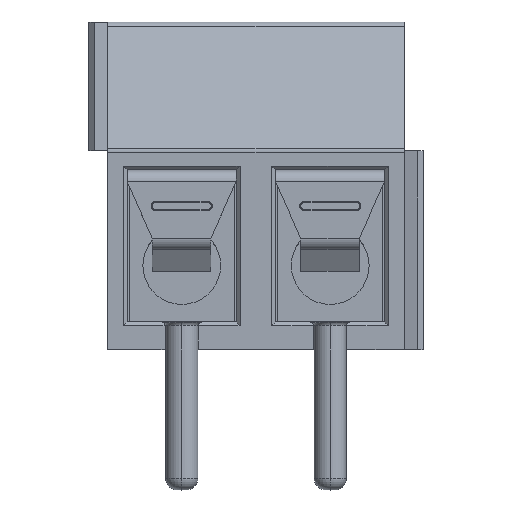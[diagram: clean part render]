
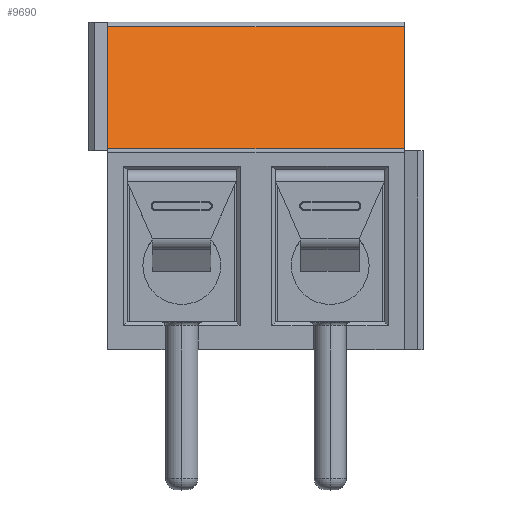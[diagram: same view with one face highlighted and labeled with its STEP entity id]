
A CAD part, top view. The second image highlights one B-rep face of the part: STEP entity #9690.
In plain terms, the highlighted planar face has unit normal (0, 0.407, 0.913).
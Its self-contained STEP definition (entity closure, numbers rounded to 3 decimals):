
#131 = CARTESIAN_POINT ( 'NONE',  ( 0., 4.081, 2.084 ) ) ;
#1505 = VECTOR ( 'NONE', #35188, 1000. ) ;
#3068 = DIRECTION ( 'NONE',  ( 0., -0.914, 0.407 ) ) ;
#5517 = LINE ( 'NONE', #31133, #34409 ) ;
#6812 = LINE ( 'NONE', #17039, #28250 ) ;
#8274 = EDGE_CURVE ( 'NONE', #28525, #11559, #25465, .T. ) ;
#9591 = CARTESIAN_POINT ( 'NONE',  ( 7.62, 4.081, 2.084 ) ) ;
#9676 = CARTESIAN_POINT ( 'NONE',  ( 7.62, 4.2, 2.031 ) ) ;
#9690 = ADVANCED_FACE ( 'NONE', ( #25752 ), #15298, .F. ) ;
#10597 = VECTOR ( 'NONE', #12915, 1000. ) ;
#11559 = VERTEX_POINT ( 'NONE', #131 ) ;
#12915 = DIRECTION ( 'NONE',  ( -1., 0., 0. ) ) ;
#15298 = PLANE ( 'NONE',  #19010 ) ;
#17039 = CARTESIAN_POINT ( 'NONE',  ( 0., 4.2, 2.031 ) ) ;
#18048 = ORIENTED_EDGE ( 'NONE', *, *, #8274, .T. ) ;
#18148 = DIRECTION ( 'NONE',  ( 0., 0.914, -0.407 ) ) ;
#18417 = EDGE_CURVE ( 'NONE', #11559, #26344, #6812, .T. ) ;
#18441 = CARTESIAN_POINT ( 'NONE',  ( 7.62, 4.2, 2.031 ) ) ;
#19010 = AXIS2_PLACEMENT_3D ( 'NONE', #9676, #34902, #18148 ) ;
#20825 = ORIENTED_EDGE ( 'NONE', *, *, #25555, .F. ) ;
#22004 = EDGE_LOOP ( 'NONE', ( #34233, #22104, #20825, #18048 ) ) ;
#22104 = ORIENTED_EDGE ( 'NONE', *, *, #28105, .T. ) ;
#25465 = LINE ( 'NONE', #9591, #10597 ) ;
#25555 = EDGE_CURVE ( 'NONE', #28525, #36011, #30393, .T. ) ;
#25752 = FACE_OUTER_BOUND ( 'NONE', #22004, .T. ) ;
#26344 = VERTEX_POINT ( 'NONE', #33314 ) ;
#28105 = EDGE_CURVE ( 'NONE', #26344, #36011, #5517, .T. ) ;
#28250 = VECTOR ( 'NONE', #3068, 1000. ) ;
#28525 = VERTEX_POINT ( 'NONE', #31688 ) ;
#28833 = CARTESIAN_POINT ( 'NONE',  ( 7.62, 0.939, 3.483 ) ) ;
#30393 = LINE ( 'NONE', #18441, #1505 ) ;
#31133 = CARTESIAN_POINT ( 'NONE',  ( 7.62, 0.939, 3.483 ) ) ;
#31688 = CARTESIAN_POINT ( 'NONE',  ( 7.62, 4.081, 2.084 ) ) ;
#33314 = CARTESIAN_POINT ( 'NONE',  ( 0., 0.939, 3.483 ) ) ;
#34002 = DIRECTION ( 'NONE',  ( 1., 0., 0. ) ) ;
#34233 = ORIENTED_EDGE ( 'NONE', *, *, #18417, .T. ) ;
#34409 = VECTOR ( 'NONE', #34002, 1000. ) ;
#34902 = DIRECTION ( 'NONE',  ( 0., -0.407, -0.914 ) ) ;
#35188 = DIRECTION ( 'NONE',  ( 0., -0.914, 0.407 ) ) ;
#36011 = VERTEX_POINT ( 'NONE', #28833 ) ;
